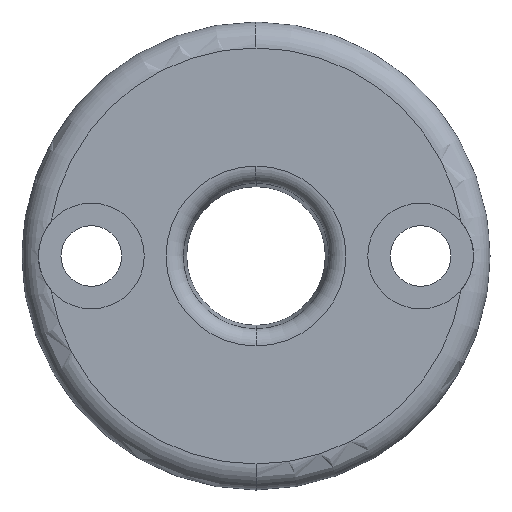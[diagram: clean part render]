
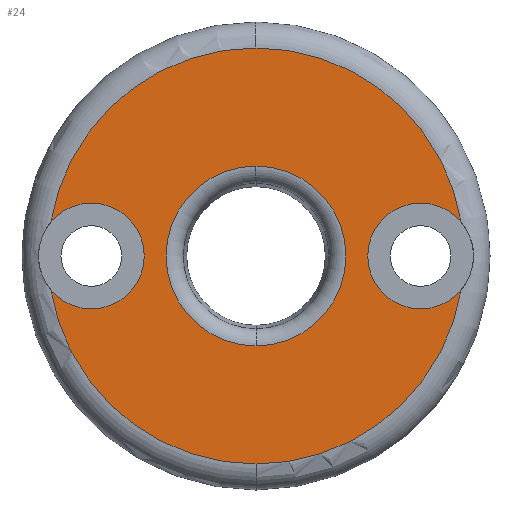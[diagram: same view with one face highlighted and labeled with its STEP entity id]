
A CAD part, left-side view. The second image highlights one B-rep face of the part: STEP entity #24.
In plain terms, the highlighted planar face has unit normal (-1, 0, 0).
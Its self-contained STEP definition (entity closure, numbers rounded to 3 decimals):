
#24 = ADVANCED_FACE ( 'NONE', ( #264, #284 ), #662, .F. ) ;
#44 = VERTEX_POINT ( 'NONE', #718 ) ;
#71 = ORIENTED_EDGE ( 'NONE', *, *, #496, .T. ) ;
#86 = ORIENTED_EDGE ( 'NONE', *, *, #469, .T. ) ;
#95 = ORIENTED_EDGE ( 'NONE', *, *, #437, .T. ) ;
#97 = ORIENTED_EDGE ( 'NONE', *, *, #487, .F. ) ;
#106 = ORIENTED_EDGE ( 'NONE', *, *, #445, .T. ) ;
#112 = ORIENTED_EDGE ( 'NONE', *, *, #441, .T. ) ;
#114 = ORIENTED_EDGE ( 'NONE', *, *, #485, .T. ) ;
#130 = ORIENTED_EDGE ( 'NONE', *, *, #468, .T. ) ;
#146 = ORIENTED_EDGE ( 'NONE', *, *, #527, .F. ) ;
#150 = VERTEX_POINT ( 'NONE', #712 ) ;
#169 = ORIENTED_EDGE ( 'NONE', *, *, #474, .F. ) ;
#171 = ORIENTED_EDGE ( 'NONE', *, *, #432, .T. ) ;
#176 = ORIENTED_EDGE ( 'NONE', *, *, #450, .T. ) ;
#187 = VERTEX_POINT ( 'NONE', #710 ) ;
#193 = VERTEX_POINT ( 'NONE', #704 ) ;
#196 = VERTEX_POINT ( 'NONE', #716 ) ;
#197 = VERTEX_POINT ( 'NONE', #728 ) ;
#200 = VERTEX_POINT ( 'NONE', #731 ) ;
#210 = VERTEX_POINT ( 'NONE', #702 ) ;
#211 = EDGE_LOOP ( 'NONE', ( #106, #86 ) ) ;
#213 = VERTEX_POINT ( 'NONE', #706 ) ;
#218 = EDGE_LOOP ( 'NONE', ( #95, #114, #112, #130, #171, #146, #169, #97, #176, #71 ) ) ;
#224 = VERTEX_POINT ( 'NONE', #735 ) ;
#225 = VERTEX_POINT ( 'NONE', #690 ) ;
#248 = VERTEX_POINT ( 'NONE', #691 ) ;
#264 = FACE_BOUND ( 'NONE', #211, .T. ) ;
#284 = FACE_OUTER_BOUND ( 'NONE', #218, .T. ) ;
#315 = CIRCLE ( 'NONE', #555, 3.05 ) ;
#317 = CIRCLE ( 'NONE', #568, 3.05 ) ;
#338 = CIRCLE ( 'NONE', #543, 5.192 ) ;
#353 = CIRCLE ( 'NONE', #545, 12. ) ;
#358 = CIRCLE ( 'NONE', #556, 12. ) ;
#370 = CIRCLE ( 'NONE', #584, 3.05 ) ;
#376 = CIRCLE ( 'NONE', #572, 3.05 ) ;
#383 = CIRCLE ( 'NONE', #560, 12. ) ;
#406 = CIRCLE ( 'NONE', #585, 3.05 ) ;
#412 = CIRCLE ( 'NONE', #565, 5.192 ) ;
#415 = CIRCLE ( 'NONE', #563, 3.05 ) ;
#416 = CIRCLE ( 'NONE', #586, 12. ) ;
#432 = EDGE_CURVE ( 'NONE', #248, #193, #358, .T. ) ;
#437 = EDGE_CURVE ( 'NONE', #44, #187, #315, .T. ) ;
#441 = EDGE_CURVE ( 'NONE', #200, #225, #317, .T. ) ;
#445 = EDGE_CURVE ( 'NONE', #210, #213, #338, .T. ) ;
#450 = EDGE_CURVE ( 'NONE', #224, #150, #353, .T. ) ;
#468 = EDGE_CURVE ( 'NONE', #225, #248, #383, .T. ) ;
#469 = EDGE_CURVE ( 'NONE', #213, #210, #412, .T. ) ;
#474 = EDGE_CURVE ( 'NONE', #197, #196, #415, .T. ) ;
#485 = EDGE_CURVE ( 'NONE', #187, #200, #406, .T. ) ;
#487 = EDGE_CURVE ( 'NONE', #224, #197, #370, .T. ) ;
#496 = EDGE_CURVE ( 'NONE', #150, #44, #416, .T. ) ;
#510 = AXIS2_PLACEMENT_3D ( 'NONE', #679, #664, #687 ) ;
#527 = EDGE_CURVE ( 'NONE', #196, #193, #376, .T. ) ;
#543 = AXIS2_PLACEMENT_3D ( 'NONE', #789, #790, #791 ) ;
#545 = AXIS2_PLACEMENT_3D ( 'NONE', #824, #822, #833 ) ;
#555 = AXIS2_PLACEMENT_3D ( 'NONE', #806, #763, #808 ) ;
#556 = AXIS2_PLACEMENT_3D ( 'NONE', #754, #744, #755 ) ;
#560 = AXIS2_PLACEMENT_3D ( 'NONE', #857, #860, #879 ) ;
#563 = AXIS2_PLACEMENT_3D ( 'NONE', #881, #903, #908 ) ;
#565 = AXIS2_PLACEMENT_3D ( 'NONE', #919, #888, #913 ) ;
#568 = AXIS2_PLACEMENT_3D ( 'NONE', #804, #805, #809 ) ;
#572 = AXIS2_PLACEMENT_3D ( 'NONE', #963, #959, #956 ) ;
#584 = AXIS2_PLACEMENT_3D ( 'NONE', #922, #933, #930 ) ;
#585 = AXIS2_PLACEMENT_3D ( 'NONE', #925, #934, #941 ) ;
#586 = AXIS2_PLACEMENT_3D ( 'NONE', #929, #972, #951 ) ;
#662 = PLANE ( 'NONE',  #510 ) ;
#664 = DIRECTION ( 'NONE',  ( 1., 0., 0. ) ) ;
#679 = CARTESIAN_POINT ( 'NONE',  ( 0., 13.5, 0. ) ) ;
#687 = DIRECTION ( 'NONE',  ( 0., 0., -1. ) ) ;
#690 = CARTESIAN_POINT ( 'NONE',  ( 0., -11.839, 1.957 ) ) ;
#691 = CARTESIAN_POINT ( 'NONE',  ( 0., 0., 12. ) ) ;
#702 = CARTESIAN_POINT ( 'NONE',  ( 0., 0., -5.192 ) ) ;
#704 = CARTESIAN_POINT ( 'NONE',  ( 0., 11.839, 1.957 ) ) ;
#706 = CARTESIAN_POINT ( 'NONE',  ( 0., 0., 5.192 ) ) ;
#710 = CARTESIAN_POINT ( 'NONE',  ( 0., -9.5, -3.05 ) ) ;
#712 = CARTESIAN_POINT ( 'NONE',  ( 0., 0., -12. ) ) ;
#716 = CARTESIAN_POINT ( 'NONE',  ( 0., 9.5, 3.05 ) ) ;
#718 = CARTESIAN_POINT ( 'NONE',  ( 0., -11.839, -1.957 ) ) ;
#728 = CARTESIAN_POINT ( 'NONE',  ( 0., 9.5, -3.05 ) ) ;
#731 = CARTESIAN_POINT ( 'NONE',  ( 0., -9.5, 3.05 ) ) ;
#735 = CARTESIAN_POINT ( 'NONE',  ( 0., 11.839, -1.957 ) ) ;
#744 = DIRECTION ( 'NONE',  ( -1., 0., 0. ) ) ;
#754 = CARTESIAN_POINT ( 'NONE',  ( 0., 0., 0. ) ) ;
#755 = DIRECTION ( 'NONE',  ( 0., 0., -1. ) ) ;
#763 = DIRECTION ( 'NONE',  ( 1., 0., 0. ) ) ;
#789 = CARTESIAN_POINT ( 'NONE',  ( 0., 0., 0. ) ) ;
#790 = DIRECTION ( 'NONE',  ( 1., 0., 0. ) ) ;
#791 = DIRECTION ( 'NONE',  ( 0., 0., -1. ) ) ;
#804 = CARTESIAN_POINT ( 'NONE',  ( 0., -9.5, 0. ) ) ;
#805 = DIRECTION ( 'NONE',  ( 1., 0., 0. ) ) ;
#806 = CARTESIAN_POINT ( 'NONE',  ( 0., -9.5, 0. ) ) ;
#808 = DIRECTION ( 'NONE',  ( 0., 0., 1. ) ) ;
#809 = DIRECTION ( 'NONE',  ( 0., 0., 1. ) ) ;
#822 = DIRECTION ( 'NONE',  ( -1., 0., 0. ) ) ;
#824 = CARTESIAN_POINT ( 'NONE',  ( 0., 0., 0. ) ) ;
#833 = DIRECTION ( 'NONE',  ( 0., 0., -1. ) ) ;
#857 = CARTESIAN_POINT ( 'NONE',  ( 0., 0., 0. ) ) ;
#860 = DIRECTION ( 'NONE',  ( -1., 0., 0. ) ) ;
#879 = DIRECTION ( 'NONE',  ( 0., 0., -1. ) ) ;
#881 = CARTESIAN_POINT ( 'NONE',  ( 0., 9.5, 0. ) ) ;
#888 = DIRECTION ( 'NONE',  ( 1., 0., 0. ) ) ;
#903 = DIRECTION ( 'NONE',  ( -1., 0., 0. ) ) ;
#908 = DIRECTION ( 'NONE',  ( 0., 0., 1. ) ) ;
#913 = DIRECTION ( 'NONE',  ( 0., 0., -1. ) ) ;
#919 = CARTESIAN_POINT ( 'NONE',  ( 0., 0., 0. ) ) ;
#922 = CARTESIAN_POINT ( 'NONE',  ( 0., 9.5, 0. ) ) ;
#925 = CARTESIAN_POINT ( 'NONE',  ( 0., -9.5, 0. ) ) ;
#929 = CARTESIAN_POINT ( 'NONE',  ( 0., 0., 0. ) ) ;
#930 = DIRECTION ( 'NONE',  ( 0., 0., 1. ) ) ;
#933 = DIRECTION ( 'NONE',  ( -1., 0., 0. ) ) ;
#934 = DIRECTION ( 'NONE',  ( 1., 0., 0. ) ) ;
#941 = DIRECTION ( 'NONE',  ( 0., 0., 1. ) ) ;
#951 = DIRECTION ( 'NONE',  ( 0., 0., -1. ) ) ;
#956 = DIRECTION ( 'NONE',  ( 0., 0., 1. ) ) ;
#959 = DIRECTION ( 'NONE',  ( -1., 0., 0. ) ) ;
#963 = CARTESIAN_POINT ( 'NONE',  ( 0., 9.5, 0. ) ) ;
#972 = DIRECTION ( 'NONE',  ( -1., 0., 0. ) ) ;
